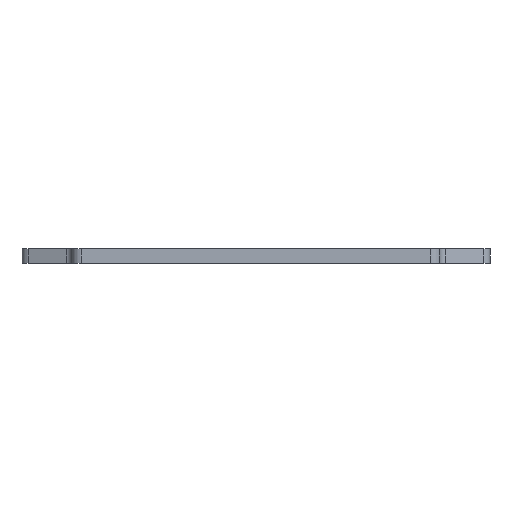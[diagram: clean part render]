
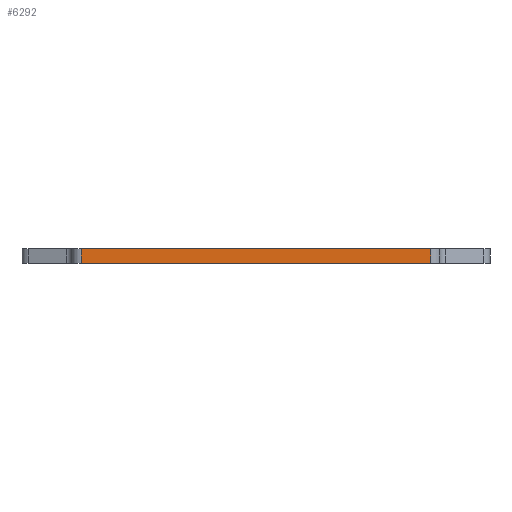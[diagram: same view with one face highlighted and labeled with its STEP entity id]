
A CAD part, left-side view. The second image highlights one B-rep face of the part: STEP entity #6292.
In plain terms, the highlighted planar face has unit normal (-1, 0.001, 0).
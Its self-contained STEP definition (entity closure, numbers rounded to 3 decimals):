
#84 = PLANE('',#85);
#85 = AXIS2_PLACEMENT_3D('',#86,#87,#88);
#86 = CARTESIAN_POINT('',(105.015,-67.3,1.6));
#87 = DIRECTION('',(0.,0.,1.));
#88 = DIRECTION('',(1.,0.,-0.));
#139 = PLANE('',#140);
#140 = AXIS2_PLACEMENT_3D('',#141,#142,#143);
#141 = CARTESIAN_POINT('',(105.015,-67.3,0.));
#142 = DIRECTION('',(0.,0.,1.));
#143 = DIRECTION('',(1.,0.,-0.));
#705 = VERTEX_POINT('',#706);
#706 = CARTESIAN_POINT('',(90.348,-48.204,0.));
#721 = CYLINDRICAL_SURFACE('',#722,0.999);
#722 = AXIS2_PLACEMENT_3D('',#723,#724,#725);
#723 = CARTESIAN_POINT('',(91.347,-48.205,0.));
#724 = DIRECTION('',(-0.,-0.,-1.));
#725 = DIRECTION('',(1.,0.,-0.));
#733 = EDGE_CURVE('',#734,#705,#736,.T.);
#734 = VERTEX_POINT('',#735);
#735 = CARTESIAN_POINT('',(90.31,-86.368,0.));
#736 = SURFACE_CURVE('',#737,(#741,#748),.PCURVE_S1.);
#737 = LINE('',#738,#739);
#738 = CARTESIAN_POINT('',(90.31,-86.368,0.));
#739 = VECTOR('',#740,1.);
#740 = DIRECTION('',(0.001,1.,0.));
#741 = PCURVE('',#139,#742);
#742 = DEFINITIONAL_REPRESENTATION('',(#743),#747);
#743 = LINE('',#744,#745);
#744 = CARTESIAN_POINT('',(-14.705,-19.068));
#745 = VECTOR('',#746,1.);
#746 = DIRECTION('',(0.001,1.));
#747 = ( GEOMETRIC_REPRESENTATION_CONTEXT(2) 
PARAMETRIC_REPRESENTATION_CONTEXT() REPRESENTATION_CONTEXT('2D SPACE',''
  ) );
#748 = PCURVE('',#749,#754);
#749 = PLANE('',#750);
#750 = AXIS2_PLACEMENT_3D('',#751,#752,#753);
#751 = CARTESIAN_POINT('',(90.31,-86.368,0.));
#752 = DIRECTION('',(-1.,0.001,0.));
#753 = DIRECTION('',(0.001,1.,0.));
#754 = DEFINITIONAL_REPRESENTATION('',(#755),#759);
#755 = LINE('',#756,#757);
#756 = CARTESIAN_POINT('',(0.,0.));
#757 = VECTOR('',#758,1.);
#758 = DIRECTION('',(1.,0.));
#759 = ( GEOMETRIC_REPRESENTATION_CONTEXT(2) 
PARAMETRIC_REPRESENTATION_CONTEXT() REPRESENTATION_CONTEXT('2D SPACE',''
  ) );
#778 = CYLINDRICAL_SURFACE('',#779,1.);
#779 = AXIS2_PLACEMENT_3D('',#780,#781,#782);
#780 = CARTESIAN_POINT('',(91.31,-86.369,0.));
#781 = DIRECTION('',(-0.,-0.,-1.));
#782 = DIRECTION('',(1.,0.,-0.));
#3458 = VERTEX_POINT('',#3459);
#3459 = CARTESIAN_POINT('',(90.348,-48.204,1.6));
#3481 = EDGE_CURVE('',#3482,#3458,#3484,.T.);
#3482 = VERTEX_POINT('',#3483);
#3483 = CARTESIAN_POINT('',(90.31,-86.368,1.6));
#3484 = SURFACE_CURVE('',#3485,(#3489,#3496),.PCURVE_S1.);
#3485 = LINE('',#3486,#3487);
#3486 = CARTESIAN_POINT('',(90.31,-86.368,1.6));
#3487 = VECTOR('',#3488,1.);
#3488 = DIRECTION('',(0.001,1.,0.));
#3489 = PCURVE('',#84,#3490);
#3490 = DEFINITIONAL_REPRESENTATION('',(#3491),#3495);
#3491 = LINE('',#3492,#3493);
#3492 = CARTESIAN_POINT('',(-14.705,-19.068));
#3493 = VECTOR('',#3494,1.);
#3494 = DIRECTION('',(0.001,1.));
#3495 = ( GEOMETRIC_REPRESENTATION_CONTEXT(2) 
PARAMETRIC_REPRESENTATION_CONTEXT() REPRESENTATION_CONTEXT('2D SPACE',''
  ) );
#3496 = PCURVE('',#749,#3497);
#3497 = DEFINITIONAL_REPRESENTATION('',(#3498),#3502);
#3498 = LINE('',#3499,#3500);
#3499 = CARTESIAN_POINT('',(0.,-1.6));
#3500 = VECTOR('',#3501,1.);
#3501 = DIRECTION('',(1.,0.));
#3502 = ( GEOMETRIC_REPRESENTATION_CONTEXT(2) 
PARAMETRIC_REPRESENTATION_CONTEXT() REPRESENTATION_CONTEXT('2D SPACE',''
  ) );
#6244 = EDGE_CURVE('',#705,#3458,#6245,.T.);
#6245 = SURFACE_CURVE('',#6246,(#6250,#6257),.PCURVE_S1.);
#6246 = LINE('',#6247,#6248);
#6247 = CARTESIAN_POINT('',(90.348,-48.204,0.));
#6248 = VECTOR('',#6249,1.);
#6249 = DIRECTION('',(0.,0.,1.));
#6250 = PCURVE('',#721,#6251);
#6251 = DEFINITIONAL_REPRESENTATION('',(#6252),#6256);
#6252 = LINE('',#6253,#6254);
#6253 = CARTESIAN_POINT('',(-3.141,0.));
#6254 = VECTOR('',#6255,1.);
#6255 = DIRECTION('',(-0.,-1.));
#6256 = ( GEOMETRIC_REPRESENTATION_CONTEXT(2) 
PARAMETRIC_REPRESENTATION_CONTEXT() REPRESENTATION_CONTEXT('2D SPACE',''
  ) );
#6257 = PCURVE('',#749,#6258);
#6258 = DEFINITIONAL_REPRESENTATION('',(#6259),#6263);
#6259 = LINE('',#6260,#6261);
#6260 = CARTESIAN_POINT('',(38.164,0.));
#6261 = VECTOR('',#6262,1.);
#6262 = DIRECTION('',(0.,-1.));
#6263 = ( GEOMETRIC_REPRESENTATION_CONTEXT(2) 
PARAMETRIC_REPRESENTATION_CONTEXT() REPRESENTATION_CONTEXT('2D SPACE',''
  ) );
#6292 = ADVANCED_FACE('',(#6293),#749,.T.);
#6293 = FACE_BOUND('',#6294,.T.);
#6294 = EDGE_LOOP('',(#6295,#6316,#6317,#6318));
#6295 = ORIENTED_EDGE('',*,*,#6296,.T.);
#6296 = EDGE_CURVE('',#734,#3482,#6297,.T.);
#6297 = SURFACE_CURVE('',#6298,(#6302,#6309),.PCURVE_S1.);
#6298 = LINE('',#6299,#6300);
#6299 = CARTESIAN_POINT('',(90.31,-86.368,0.));
#6300 = VECTOR('',#6301,1.);
#6301 = DIRECTION('',(0.,0.,1.));
#6302 = PCURVE('',#749,#6303);
#6303 = DEFINITIONAL_REPRESENTATION('',(#6304),#6308);
#6304 = LINE('',#6305,#6306);
#6305 = CARTESIAN_POINT('',(0.,0.));
#6306 = VECTOR('',#6307,1.);
#6307 = DIRECTION('',(0.,-1.));
#6308 = ( GEOMETRIC_REPRESENTATION_CONTEXT(2) 
PARAMETRIC_REPRESENTATION_CONTEXT() REPRESENTATION_CONTEXT('2D SPACE',''
  ) );
#6309 = PCURVE('',#778,#6310);
#6310 = DEFINITIONAL_REPRESENTATION('',(#6311),#6315);
#6311 = LINE('',#6312,#6313);
#6312 = CARTESIAN_POINT('',(-3.141,0.));
#6313 = VECTOR('',#6314,1.);
#6314 = DIRECTION('',(-0.,-1.));
#6315 = ( GEOMETRIC_REPRESENTATION_CONTEXT(2) 
PARAMETRIC_REPRESENTATION_CONTEXT() REPRESENTATION_CONTEXT('2D SPACE',''
  ) );
#6316 = ORIENTED_EDGE('',*,*,#3481,.T.);
#6317 = ORIENTED_EDGE('',*,*,#6244,.F.);
#6318 = ORIENTED_EDGE('',*,*,#733,.F.);
